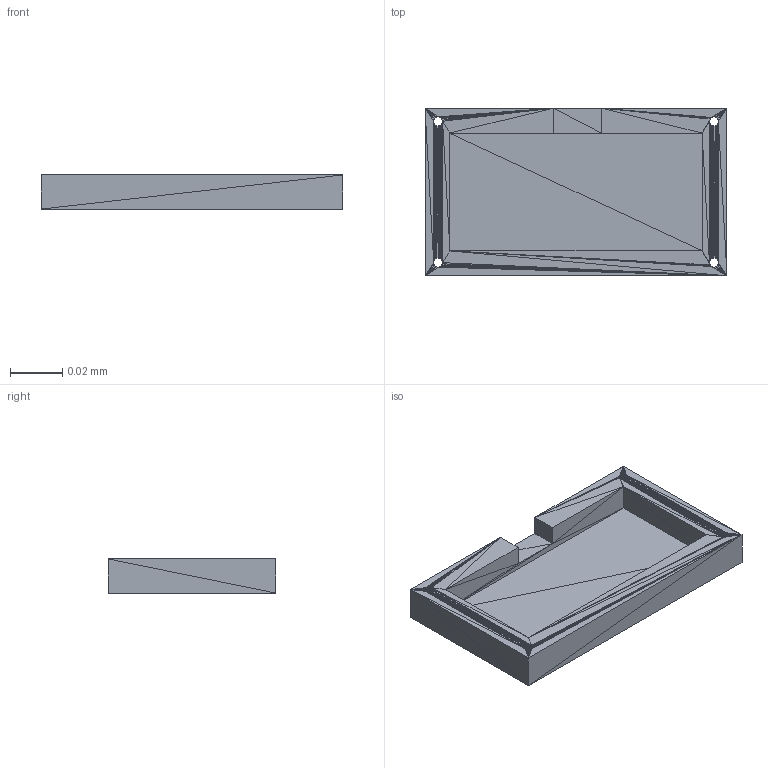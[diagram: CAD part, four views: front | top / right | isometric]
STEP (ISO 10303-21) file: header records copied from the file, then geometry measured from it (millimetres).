
FILE_DESCRIPTION((' '),'2;1');
FILE_NAME( 'asdasdasdasdasdasdasd.stp_ap203.stp', '2025-12-04T19:21:14', (' '), ('--- ---'), ' V2025.1 Dec 16 2024', ' 2025 (c)', ' ');
FILE_SCHEMA(('AP242_MANAGED_MODEL_BASED_3D_ENGINEERING_MIM_LF { 1 0 10303 442 1 1 4 }'));
Length unit declared in the file: millimetre
Products named in the file (1): Orphan_Brep_#21535
Bounding box: 0.12 x 0.06 x 0.01 mm (x, y, z)
Volume: 0 mm3; surface area: 0 mm2
Topology: 1 solids, 1 shells, 828 faces, 1242 edges, 408 vertices
Faces by surface type: plane 828
Entity records: 16154 total; most frequent: DIRECTION 2900, ORIENTED_EDGE 2484, CARTESIAN_POINT 2479, VECTOR 1242, LINE 1242, EDGE_CURVE 1242, AXIS2_PLACEMENT_3D 829, EDGE_LOOP 828
